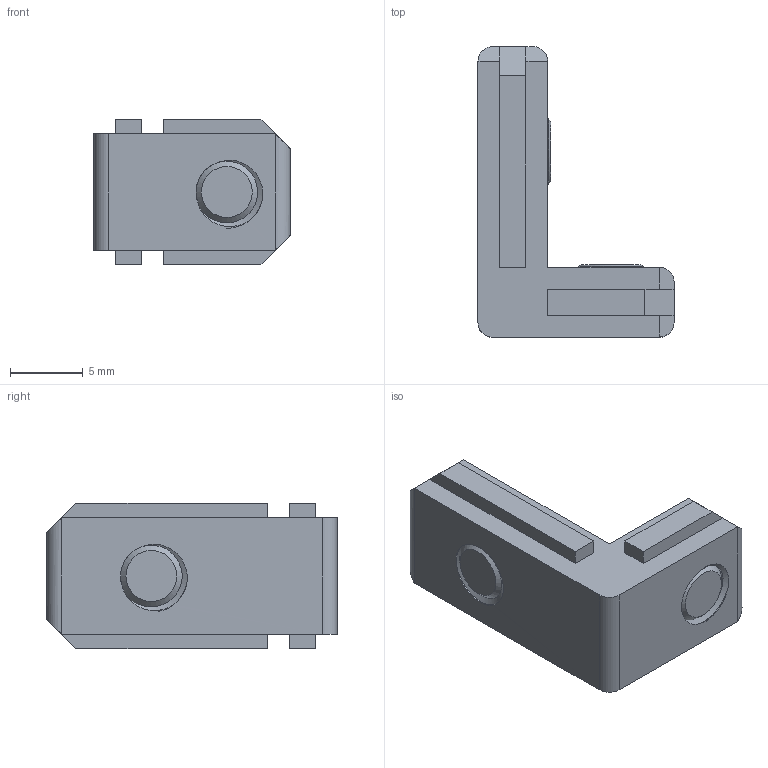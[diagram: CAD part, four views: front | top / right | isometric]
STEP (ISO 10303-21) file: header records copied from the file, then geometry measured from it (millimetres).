
FILE_DESCRIPTION(/* description */ (''),/* implementation_level */ '2;1');
FILE_NAME(/* name */ 'hidden corner connector 6mm v1.step',/* time_stamp */ '2024-03-11T22:16:39+01:00',/* author */ (''),/* organization */ (''),/* preprocessor_version */ 'ST-DEVELOPER v20',/* originating_system */ 'Autodesk Translation Framework v12.20.1.177',/* authorisation */ '');
FILE_SCHEMA (('AUTOMOTIVE_DESIGN { 1 0 10303 214 3 1 1 }'));
Length unit declared in the file: millimetre
Products named in the file (3): hidden corner connector 6mm; 6-6-M4; socket set screw flat point_din_DIN 913 - M5 x 5-S
Assembly tree (3 placements, depth 2):
  hidden corner connector 6mm
    6-6-M4
    socket set screw flat point_din_DIN 913 - M5 x 5-S  x2
Bounding box: 13.5 x 20 x 10 mm (x, y, z)
Volume: 1144.7 mm3; surface area: 1338.8 mm2
Topology: 3 solids, 3 shells, 133 faces, 359 edges, 234 vertices
Faces by surface type: plane 54, cylinder 47, cone 28, bspline 4
Full cylindrical faces by diameter (mm): 4.242 x14, 5 x22
Entity records: 5382 total; most frequent: CARTESIAN_POINT 2767, ORIENTED_EDGE 568, DIRECTION 490, EDGE_CURVE 284, VERTEX_POINT 184, AXIS2_PLACEMENT_3D 167, LINE 156, VECTOR 156
